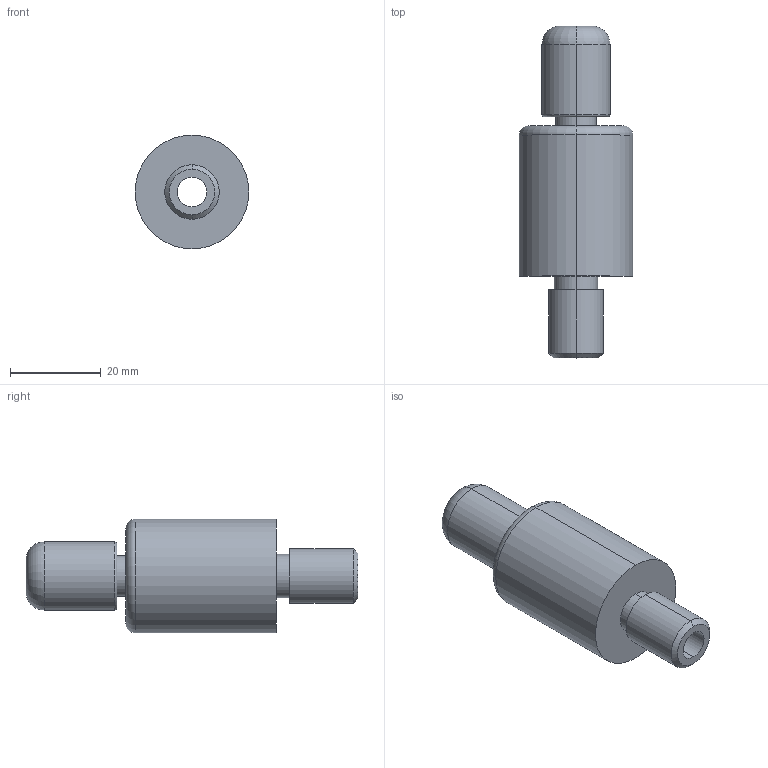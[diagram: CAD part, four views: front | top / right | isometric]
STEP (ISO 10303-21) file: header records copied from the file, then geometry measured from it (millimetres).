
FILE_DESCRIPTION (( 'STEP AP214' ), '1' );
FILE_NAME ('T37650.STEP', '2023-06-19T13:46:14', ( '' ), ( '' ), 'SwSTEP 2.0', 'SolidWorks 2022', '' );
FILE_SCHEMA (( 'AUTOMOTIVE_DESIGN' ));
Length unit declared in the file: millimetre
Products named in the file (1): T37650
Bounding box: 25 x 72.97 x 25 mm (x, y, z)
Volume: 18965.7 mm3; surface area: 6813.3 mm2
Topology: 1 solids, 1 shells, 28 faces, 56 edges, 34 vertices
Faces by surface type: cylinder 14, torus 6, plane 6, cone 2
Entity records: 800 total; most frequent: DIRECTION 154, CARTESIAN_POINT 119, ORIENTED_EDGE 112, AXIS2_PLACEMENT_3D 69, EDGE_CURVE 56, CIRCLE 40, VERTEX_POINT 34, EDGE_LOOP 34
